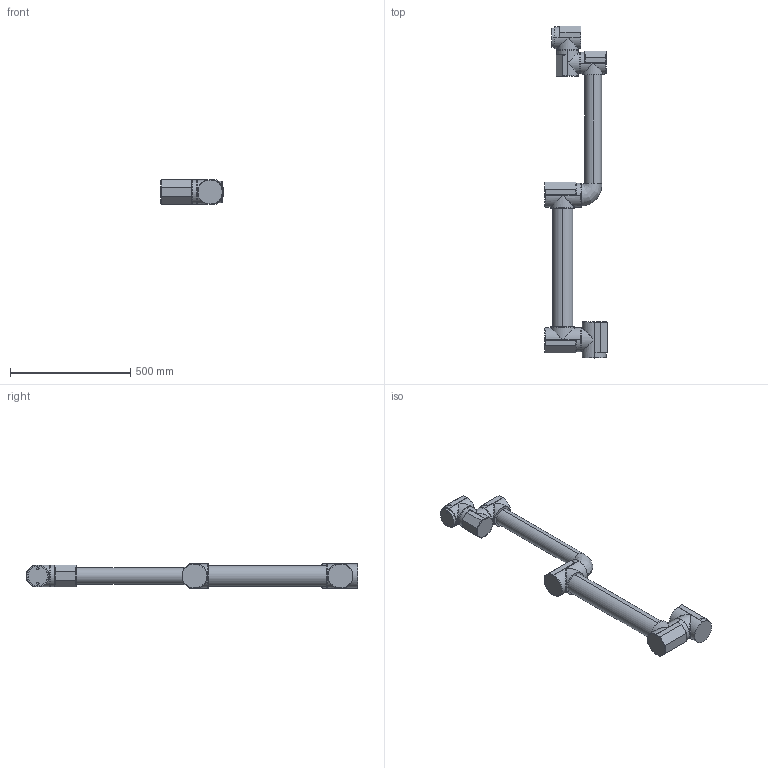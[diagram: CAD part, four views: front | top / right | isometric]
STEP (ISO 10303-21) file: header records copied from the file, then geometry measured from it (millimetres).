
FILE_DESCRIPTION (( 'STEP AP203' ), '1' );
FILE_NAME ('FinalPart.STEP', '2023-07-11T11:56:06', ( '' ), ( '' ), 'SwSTEP 2.0', 'SolidWorks 2021', '' );
FILE_SCHEMA (( 'CONFIG_CONTROL_DESIGN' ));
Length unit declared in the file: millimetre
Products named in the file (8): WristJoint; EEPlate; Link3Rod; Link2; FinalPart; ArmJoints; link2Rod; Link3
Assembly tree (11 placements, depth 3):
  FinalPart
    ArmJoints
    Link2
      ArmJoints  x2
      link2Rod
    Link3
      Link3Rod
      WristJoint
    WristJoint  x2
    EEPlate
Bounding box: 258 x 1379 x 100 mm (x, y, z)
Volume: 11471351.7 mm3; surface area: 816372.4 mm2
Topology: 21 solids, 21 shells, 306 faces, 660 edges, 372 vertices
Faces by surface type: cylinder 136, plane 96, bspline 50, torus 24
Entity records: 5378 total; most frequent: CARTESIAN_POINT 2160, DIRECTION 482, ORIENTED_EDGE 472, EDGE_CURVE 236, AXIS2_PLACEMENT_3D 196, VERTEX_POINT 140, EDGE_LOOP 118, ADVANCED_FACE 114
